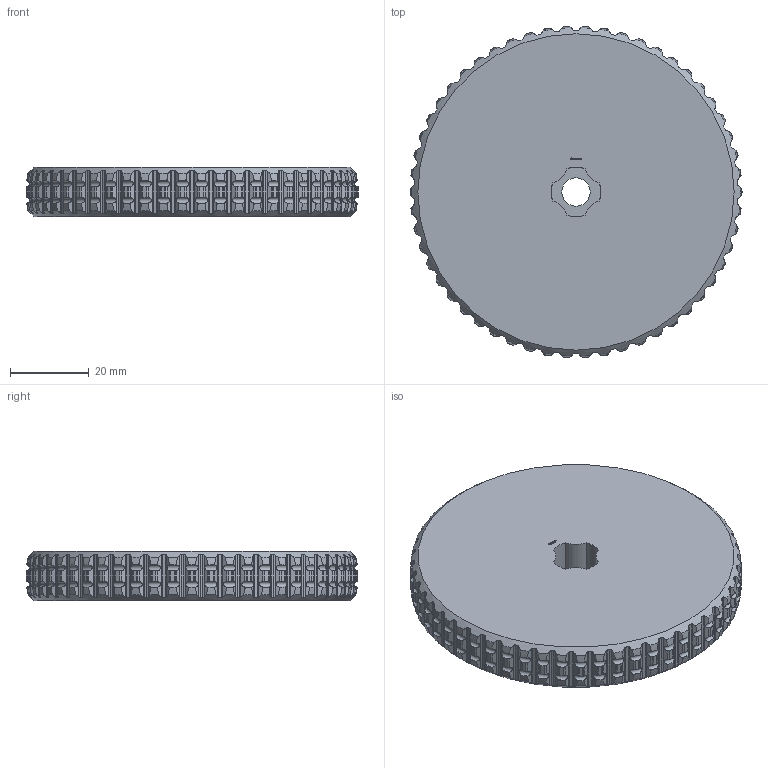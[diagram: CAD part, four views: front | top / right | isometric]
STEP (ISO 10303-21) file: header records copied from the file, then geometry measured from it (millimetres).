
FILE_DESCRIPTION(('FreeCAD Model'),'2;1');
FILE_NAME('Open CASCADE Shape Model','2023-12-20T19:21:09',(''),(''), 'Open CASCADE STEP processor 7.6','FreeCAD','Unknown');
FILE_SCHEMA(('AUTOMOTIVE_DESIGN { 1 0 10303 214 1 1 1 1 }'));
Products named in the file (1): Wheel GND TTRD PLN BU06.75x01.00 - SPN-WHL-0020 (stemfie.org)
Bounding box: 84.37 x 84.29 x 12.5 mm (x, y, z)
Volume: 65773.4 mm3; surface area: 15340.1 mm2
Topology: 1 solids, 1 shells, 1693 faces, 4912 edges, 3268 vertices
Faces by surface type: cylinder 608, plane 484, cone 245, extrusion 136, revolution 110, torus 110
Full cylindrical faces by diameter (mm): 2 x4, 7.2 x1
Entity records: 185727 total; most frequent: CARTESIAN_POINT 87372, DIRECTION 12290, ORIENTED_EDGE 9824, PCURVE 9824, DEFINITIONAL_REPRESENTATION 9824, B_SPLINE_CURVE_WITH_KNOTS 6854, VECTOR 6848, LINE 6712
